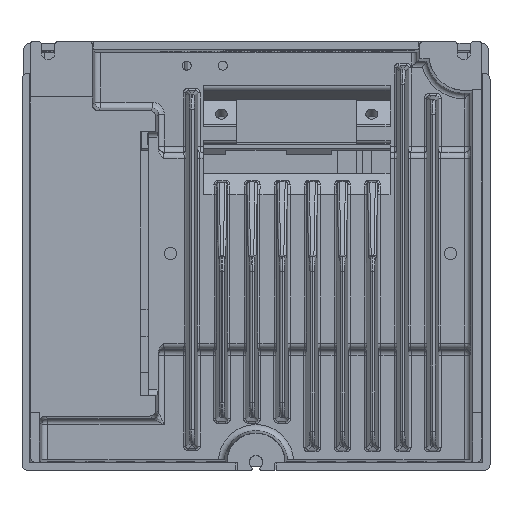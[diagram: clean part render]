
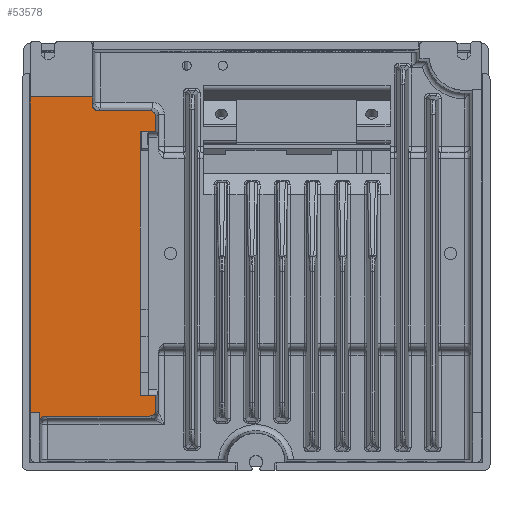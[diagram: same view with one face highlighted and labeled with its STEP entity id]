
A CAD part, front view. The second image highlights one B-rep face of the part: STEP entity #53578.
In plain terms, the highlighted planar face has unit normal (0, -1, 0).
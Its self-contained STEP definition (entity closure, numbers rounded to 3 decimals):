
#36075=DIRECTION('',(0.,0.,-1.));
#36076=VECTOR('',#36075,104.8);
#36077=CARTESIAN_POINT('',(-74.965,-130.1,56.8));
#36078=LINE('',#36077,#36076);
#36708=DIRECTION('',(0.,0.,-1.));
#36709=VECTOR('',#36708,3.135);
#36710=CARTESIAN_POINT('',(-71.965,-130.1,-48.));
#36711=LINE('',#36710,#36709);
#36720=DIRECTION('',(1.,0.,0.));
#36721=VECTOR('',#36720,34.701);
#36722=CARTESIAN_POINT('',(-69.965,-130.1,-49.135));
#36723=LINE('',#36722,#36721);
#36753=DIRECTION('',(0.,0.,1.));
#36754=VECTOR('',#36753,4.935);
#36755=CARTESIAN_POINT('',(-33.265,-130.1,-47.135));
#36756=LINE('',#36755,#36754);
#40200=DIRECTION('',(1.,0.,0.));
#40201=VECTOR('',#40200,5.235);
#40202=CARTESIAN_POINT('',(-38.5,-130.1,45.2));
#40203=LINE('',#40202,#40201);
#40245=DIRECTION('',(0.,0.,1.));
#40246=VECTOR('',#40245,87.4);
#40247=CARTESIAN_POINT('',(-38.5,-130.1,-42.2));
#40248=LINE('',#40247,#40246);
#40249=CARTESIAN_POINT('',(-33.265,-130.1,-47.135));
#40250=CARTESIAN_POINT('',(-33.265,-130.1,-47.468));
#40251=CARTESIAN_POINT('',(-33.41,-130.1,-47.99));
#40252=CARTESIAN_POINT('',(-33.821,-130.1,-48.579));
#40253=CARTESIAN_POINT('',(-34.41,-130.1,-48.99));
#40254=CARTESIAN_POINT('',(-34.932,-130.1,-49.135));
#40255=CARTESIAN_POINT('',(-35.265,-130.1,-49.135));
#40257=CARTESIAN_POINT('',(-69.965,-130.1,-49.135));
#40258=CARTESIAN_POINT('',(-70.299,-130.1,-49.135));
#40259=CARTESIAN_POINT('',(-70.821,-130.1,-49.28));
#40260=CARTESIAN_POINT('',(-71.409,-130.1,-49.691));
#40261=CARTESIAN_POINT('',(-71.82,-130.1,-50.279));
#40262=CARTESIAN_POINT('',(-71.965,-130.1,-50.801));
#40263=CARTESIAN_POINT('',(-71.965,-130.1,-51.135));
#40265=DIRECTION('',(-1.,0.,0.));
#40266=VECTOR('',#40265,3.);
#40267=CARTESIAN_POINT('',(-71.965,-130.1,-48.));
#40268=LINE('',#40267,#40266);
#40269=DIRECTION('',(1.,0.,0.));
#40270=VECTOR('',#40269,20.6);
#40271=CARTESIAN_POINT('',(-74.965,-130.1,56.8));
#40272=LINE('',#40271,#40270);
#40273=DIRECTION('',(0.,0.,-1.));
#40274=VECTOR('',#40273,2.565);
#40275=CARTESIAN_POINT('',(-54.365,-130.1,56.8));
#40276=LINE('',#40275,#40274);
#40277=CARTESIAN_POINT('',(-54.365,-130.1,54.235));
#40278=CARTESIAN_POINT('',(-54.365,-130.1,53.901));
#40279=CARTESIAN_POINT('',(-54.22,-130.1,53.379));
#40280=CARTESIAN_POINT('',(-53.809,-130.1,52.791));
#40281=CARTESIAN_POINT('',(-53.221,-130.1,52.38));
#40282=CARTESIAN_POINT('',(-52.699,-130.1,52.235));
#40283=CARTESIAN_POINT('',(-52.365,-130.1,52.235));
#40285=CARTESIAN_POINT('',(-35.265,-130.1,52.235));
#40286=CARTESIAN_POINT('',(-34.932,-130.1,52.235));
#40287=CARTESIAN_POINT('',(-34.41,-130.1,52.09));
#40288=CARTESIAN_POINT('',(-33.821,-130.1,51.679));
#40289=CARTESIAN_POINT('',(-33.41,-130.1,51.09));
#40290=CARTESIAN_POINT('',(-33.265,-130.1,50.568));
#40291=CARTESIAN_POINT('',(-33.265,-130.1,50.235));
#40293=DIRECTION('',(1.,0.,0.));
#40294=VECTOR('',#40293,5.235);
#40295=CARTESIAN_POINT('',(-38.5,-130.1,-42.2));
#40296=LINE('',#40295,#40294);
#40321=DIRECTION('',(-1.,0.,0.));
#40322=VECTOR('',#40321,17.101);
#40323=CARTESIAN_POINT('',(-35.265,-130.1,52.235));
#40324=LINE('',#40323,#40322);
#40344=DIRECTION('',(0.,0.,1.));
#40345=VECTOR('',#40344,5.035);
#40346=CARTESIAN_POINT('',(-33.265,-130.1,45.2));
#40347=LINE('',#40346,#40345);
#45089=CARTESIAN_POINT('',(-74.965,-130.1,56.8));
#45090=VERTEX_POINT('',#45089);
#45091=CARTESIAN_POINT('',(-74.965,-130.1,-48.));
#45092=VERTEX_POINT('',#45091);
#46245=CARTESIAN_POINT('',(-33.265,-130.1,-42.2));
#46247=VERTEX_POINT('',#46245);
#46253=CARTESIAN_POINT('',(-33.265,-130.1,-47.135));
#46254=VERTEX_POINT('',#46253);
#46256=CARTESIAN_POINT('',(-33.265,-130.1,45.2));
#46257=VERTEX_POINT('',#46256);
#46258=CARTESIAN_POINT('',(-33.265,-130.1,50.235));
#46259=VERTEX_POINT('',#46258);
#46266=CARTESIAN_POINT('',(-38.5,-130.1,-42.2));
#46267=VERTEX_POINT('',#46266);
#46349=CARTESIAN_POINT('',(-38.5,-130.1,45.2));
#46350=VERTEX_POINT('',#46349);
#46351=VERTEX_POINT('',#40255);
#46352=CARTESIAN_POINT('',(-69.965,-130.1,-49.135));
#46353=VERTEX_POINT('',#46352);
#46354=VERTEX_POINT('',#40263);
#46355=CARTESIAN_POINT('',(-71.965,-130.1,-48.));
#46356=VERTEX_POINT('',#46355);
#46357=CARTESIAN_POINT('',(-54.365,-130.1,56.8));
#46358=VERTEX_POINT('',#46357);
#46359=CARTESIAN_POINT('',(-54.365,-130.1,54.235));
#46360=VERTEX_POINT('',#46359);
#46361=VERTEX_POINT('',#40283);
#46362=CARTESIAN_POINT('',(-35.265,-130.1,52.235));
#46363=VERTEX_POINT('',#46362);
#53549=CARTESIAN_POINT('',(0.,-130.1,0.));
#53550=DIRECTION('',(0.,-1.,0.));
#53551=DIRECTION('',(0.,0.,1.));
#53552=AXIS2_PLACEMENT_3D('',#53549,#53550,#53551);
#53553=PLANE('',#53552);
#53554=ORIENTED_EDGE('',*,*,#48096,.T.);
#53555=ORIENTED_EDGE('',*,*,#48082,.F.);
#53556=ORIENTED_EDGE('',*,*,#48068,.T.);
#53557=ORIENTED_EDGE('',*,*,#48054,.F.);
#53559=ORIENTED_EDGE('',*,*,#53558,.T.);
#53560=ORIENTED_EDGE('',*,*,#47089,.F.);
#53562=ORIENTED_EDGE('',*,*,#53561,.T.);
#53563=ORIENTED_EDGE('',*,*,#53012,.T.);
#53565=ORIENTED_EDGE('',*,*,#53564,.T.);
#53567=ORIENTED_EDGE('',*,*,#53566,.F.);
#53569=ORIENTED_EDGE('',*,*,#53568,.T.);
#53571=ORIENTED_EDGE('',*,*,#53570,.F.);
#53572=ORIENTED_EDGE('',*,*,#53490,.F.);
#53573=ORIENTED_EDGE('',*,*,#53543,.F.);
#53574=ORIENTED_EDGE('',*,*,#48135,.T.);
#53575=ORIENTED_EDGE('',*,*,#48118,.F.);
#53576=EDGE_LOOP('',(#53554,#53555,#53556,#53557,#53559,#53560,#53562,#53563,
#53565,#53567,#53569,#53571,#53572,#53573,#53574,#53575));
#53577=FACE_OUTER_BOUND('',#53576,.F.);
#40256=B_SPLINE_CURVE_WITH_KNOTS('',3,(#40249,#40250,#40251,#40252,#40253,
#40254,#40255),.UNSPECIFIED.,.F.,.F.,(4,1,1,1,4),(0.,0.25,0.5,0.75,
1.),.UNSPECIFIED.);
#40264=B_SPLINE_CURVE_WITH_KNOTS('',3,(#40257,#40258,#40259,#40260,#40261,
#40262,#40263),.UNSPECIFIED.,.F.,.F.,(4,1,1,1,4),(0.,0.25,0.5,0.75,
1.),.UNSPECIFIED.);
#40284=B_SPLINE_CURVE_WITH_KNOTS('',3,(#40277,#40278,#40279,#40280,#40281,
#40282,#40283),.UNSPECIFIED.,.F.,.F.,(4,1,1,1,4),(0.,0.25,0.5,0.75,
1.),.UNSPECIFIED.);
#40292=B_SPLINE_CURVE_WITH_KNOTS('',3,(#40285,#40286,#40287,#40288,#40289,
#40290,#40291),.UNSPECIFIED.,.F.,.F.,(4,1,1,1,4),(0.,0.25,0.5,0.75,
1.),.UNSPECIFIED.);
#47089=EDGE_CURVE('',#45090,#45092,#36078,.T.);
#48054=EDGE_CURVE('',#46356,#46354,#36711,.T.);
#48068=EDGE_CURVE('',#46353,#46354,#40264,.T.);
#48082=EDGE_CURVE('',#46353,#46351,#36723,.T.);
#48096=EDGE_CURVE('',#46254,#46351,#40256,.T.);
#48118=EDGE_CURVE('',#46254,#46247,#36756,.T.);
#48135=EDGE_CURVE('',#46267,#46247,#40296,.T.);
#53012=EDGE_CURVE('',#46358,#46360,#40276,.T.);
#53490=EDGE_CURVE('',#46350,#46257,#40203,.T.);
#53543=EDGE_CURVE('',#46267,#46350,#40248,.T.);
#53558=EDGE_CURVE('',#46356,#45092,#40268,.T.);
#53561=EDGE_CURVE('',#45090,#46358,#40272,.T.);
#53564=EDGE_CURVE('',#46360,#46361,#40284,.T.);
#53566=EDGE_CURVE('',#46363,#46361,#40324,.T.);
#53568=EDGE_CURVE('',#46363,#46259,#40292,.T.);
#53570=EDGE_CURVE('',#46257,#46259,#40347,.T.);
#53578=ADVANCED_FACE('',(#53577),#53553,.T.);
